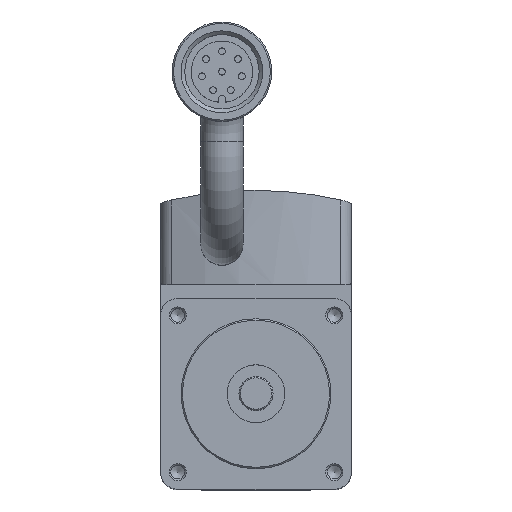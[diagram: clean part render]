
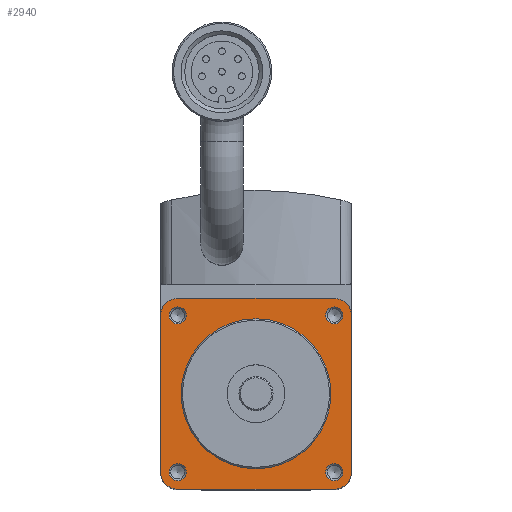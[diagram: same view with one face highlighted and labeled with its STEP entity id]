
A CAD part, top view. The second image highlights one B-rep face of the part: STEP entity #2940.
In plain terms, the highlighted planar face has unit normal (0, 0, 1).
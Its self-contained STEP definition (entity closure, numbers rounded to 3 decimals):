
#123=LINE('',#4639,#315);
#135=LINE('',#4671,#327);
#143=LINE('',#4691,#335);
#145=LINE('',#4699,#337);
#315=VECTOR('',#3575,1000.);
#327=VECTOR('',#3601,1000.);
#335=VECTOR('',#3617,1000.);
#337=VECTOR('',#3627,1000.);
#499=PLANE('',#3183);
#613=CIRCLE('',#3170,2.5);
#615=CIRCLE('',#3174,2.5);
#616=CIRCLE('',#3177,2.5);
#618=CIRCLE('',#3181,2.5);
#620=CIRCLE('',#3184,1.25);
#621=CIRCLE('',#3185,1.25);
#622=CIRCLE('',#3186,1.25);
#623=CIRCLE('',#3187,1.25);
#624=CIRCLE('',#3188,11.);
#859=ORIENTED_EDGE('',*,*,#1676,.T.);
#860=ORIENTED_EDGE('',*,*,#1677,.T.);
#861=ORIENTED_EDGE('',*,*,#1678,.T.);
#862=ORIENTED_EDGE('',*,*,#1679,.T.);
#863=ORIENTED_EDGE('',*,*,#1680,.F.);
#864=ORIENTED_EDGE('',*,*,#1641,.T.);
#865=ORIENTED_EDGE('',*,*,#1654,.T.);
#866=ORIENTED_EDGE('',*,*,#1657,.T.);
#867=ORIENTED_EDGE('',*,*,#1660,.T.);
#868=ORIENTED_EDGE('',*,*,#1667,.T.);
#869=ORIENTED_EDGE('',*,*,#1668,.T.);
#870=ORIENTED_EDGE('',*,*,#1671,.T.);
#871=ORIENTED_EDGE('',*,*,#1674,.T.);
#1641=EDGE_CURVE('',#2054,#2053,#123,.T.);
#1654=EDGE_CURVE('',#2053,#2064,#613,.T.);
#1657=EDGE_CURVE('',#2064,#2066,#135,.T.);
#1660=EDGE_CURVE('',#2066,#2068,#615,.T.);
#1667=EDGE_CURVE('',#2068,#2074,#143,.T.);
#1668=EDGE_CURVE('',#2074,#2075,#616,.T.);
#1671=EDGE_CURVE('',#2075,#2077,#145,.T.);
#1674=EDGE_CURVE('',#2077,#2054,#618,.T.);
#1676=EDGE_CURVE('',#2079,#2079,#620,.T.);
#1677=EDGE_CURVE('',#2080,#2080,#621,.T.);
#1678=EDGE_CURVE('',#2081,#2081,#622,.T.);
#1679=EDGE_CURVE('',#2082,#2082,#623,.T.);
#1680=EDGE_CURVE('',#2083,#2083,#624,.T.);
#2053=VERTEX_POINT('',#4638);
#2054=VERTEX_POINT('',#4640);
#2064=VERTEX_POINT('',#4664);
#2066=VERTEX_POINT('',#4670);
#2068=VERTEX_POINT('',#4676);
#2074=VERTEX_POINT('',#4690);
#2075=VERTEX_POINT('',#4694);
#2077=VERTEX_POINT('',#4700);
#2079=VERTEX_POINT('',#4709);
#2080=VERTEX_POINT('',#4711);
#2081=VERTEX_POINT('',#4713);
#2082=VERTEX_POINT('',#4715);
#2083=VERTEX_POINT('',#4717);
#2369=EDGE_LOOP('',(#859));
#2370=EDGE_LOOP('',(#860));
#2371=EDGE_LOOP('',(#861));
#2372=EDGE_LOOP('',(#862));
#2373=EDGE_LOOP('',(#863));
#2374=EDGE_LOOP('',(#864,#865,#866,#867,#868,#869,#870,#871));
#2646=FACE_BOUND('',#2369,.T.);
#2647=FACE_BOUND('',#2370,.T.);
#2648=FACE_BOUND('',#2371,.T.);
#2649=FACE_BOUND('',#2372,.T.);
#2650=FACE_BOUND('',#2373,.T.);
#2651=FACE_BOUND('',#2374,.T.);
#2940=ADVANCED_FACE('',(#2646,#2647,#2648,#2649,#2650,#2651),#499,.T.);
#3170=AXIS2_PLACEMENT_3D('',#4665,#3595,#3596);
#3174=AXIS2_PLACEMENT_3D('',#4677,#3607,#3608);
#3177=AXIS2_PLACEMENT_3D('',#4693,#3620,#3621);
#3181=AXIS2_PLACEMENT_3D('',#4705,#3632,#3633);
#3183=AXIS2_PLACEMENT_3D('',#4707,#3636,#3637);
#3184=AXIS2_PLACEMENT_3D('',#4708,#3638,#3639);
#3185=AXIS2_PLACEMENT_3D('',#4710,#3640,#3641);
#3186=AXIS2_PLACEMENT_3D('',#4712,#3642,#3643);
#3187=AXIS2_PLACEMENT_3D('',#4714,#3644,#3645);
#3188=AXIS2_PLACEMENT_3D('',#4716,#3646,#3647);
#3575=DIRECTION('',(0.,-1.,0.));
#3595=DIRECTION('',(0.,0.,1.));
#3596=DIRECTION('',(1.,0.,0.));
#3601=DIRECTION('',(1.,0.,0.));
#3607=DIRECTION('',(0.,0.,1.));
#3608=DIRECTION('',(1.,0.,0.));
#3617=DIRECTION('',(0.,1.,0.));
#3620=DIRECTION('',(0.,0.,1.));
#3621=DIRECTION('',(1.,0.,0.));
#3627=DIRECTION('',(-1.,0.,0.));
#3632=DIRECTION('',(0.,0.,1.));
#3633=DIRECTION('',(1.,0.,0.));
#3636=DIRECTION('',(0.,0.,1.));
#3637=DIRECTION('',(1.,0.,0.));
#3638=DIRECTION('',(0.,0.,-1.));
#3639=DIRECTION('',(-1.,0.,0.));
#3640=DIRECTION('',(0.,0.,-1.));
#3641=DIRECTION('',(-1.,0.,0.));
#3642=DIRECTION('',(0.,0.,-1.));
#3643=DIRECTION('',(-1.,0.,0.));
#3644=DIRECTION('',(0.,0.,-1.));
#3645=DIRECTION('',(-1.,0.,0.));
#3646=DIRECTION('',(0.,0.,1.));
#3647=DIRECTION('',(1.,0.,0.));
#4638=CARTESIAN_POINT('',(-14.,-11.5,0.));
#4639=CARTESIAN_POINT('',(-14.,11.5,0.));
#4640=CARTESIAN_POINT('',(-14.,11.5,0.));
#4664=CARTESIAN_POINT('',(-11.5,-14.,0.));
#4665=CARTESIAN_POINT('',(-11.5,-11.5,0.));
#4670=CARTESIAN_POINT('',(11.5,-14.,0.));
#4671=CARTESIAN_POINT('',(-11.5,-14.,0.));
#4676=CARTESIAN_POINT('',(14.,-11.5,0.));
#4677=CARTESIAN_POINT('',(11.5,-11.5,0.));
#4690=CARTESIAN_POINT('',(14.,11.5,0.));
#4691=CARTESIAN_POINT('',(14.,-11.5,0.));
#4693=CARTESIAN_POINT('',(11.5,11.5,0.));
#4694=CARTESIAN_POINT('',(11.5,14.,0.));
#4699=CARTESIAN_POINT('',(11.5,14.,0.));
#4700=CARTESIAN_POINT('',(-11.5,14.,0.));
#4705=CARTESIAN_POINT('',(-11.5,11.5,0.));
#4707=CARTESIAN_POINT('',(-11.5,-11.5,0.));
#4708=CARTESIAN_POINT('',(-11.5,-11.5,0.));
#4709=CARTESIAN_POINT('',(-12.75,-11.5,0.));
#4710=CARTESIAN_POINT('',(-11.5,11.5,0.));
#4711=CARTESIAN_POINT('',(-12.75,11.5,0.));
#4712=CARTESIAN_POINT('',(11.5,-11.5,0.));
#4713=CARTESIAN_POINT('',(10.25,-11.5,0.));
#4714=CARTESIAN_POINT('',(11.5,11.5,0.));
#4715=CARTESIAN_POINT('',(10.25,11.5,0.));
#4716=CARTESIAN_POINT('',(0.,0.,0.));
#4717=CARTESIAN_POINT('',(11.,0.,0.));
